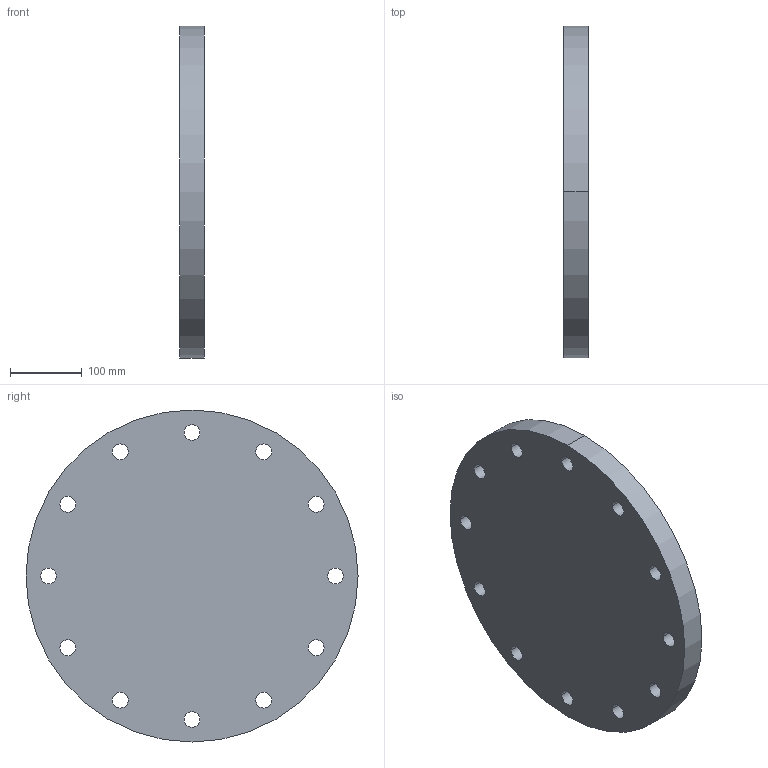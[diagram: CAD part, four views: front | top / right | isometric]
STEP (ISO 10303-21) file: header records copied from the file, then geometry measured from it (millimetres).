
FILE_DESCRIPTION( ( '' ), '1' );
FILE_NAME( 'FCS315.stp', '2015-09-22T07:46:47', ( '' ), ( '' ), ' ', ' ', ' ' );
FILE_SCHEMA( ( 'automotive_design' ) );
Length unit declared in the file: millimetre
Products named in the file (1): 1
Bounding box: 34 x 463 x 463 mm (x, y, z)
Volume: 5569316.5 mm3; surface area: 405260.7 mm2
Topology: 1 solids, 1 shells, 28 faces, 78 edges, 52 vertices
Faces by surface type: cylinder 26, plane 2
Entity records: 1880 total; most frequent: DIRECTION 188, STYLED_ITEM 159, PRESENTATION_STYLE_ASSIGNMENT 159, CARTESIAN_POINT 159, COLOUR_RGB 159, ORIENTED_EDGE 156, AXIS2_PLACEMENT_3D 81, EDGE_CURVE 78
